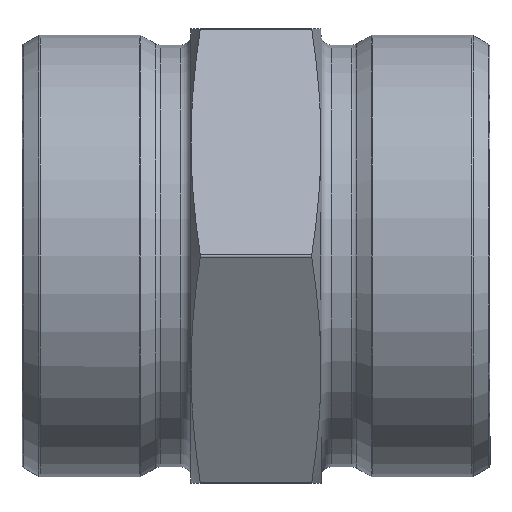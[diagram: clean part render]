
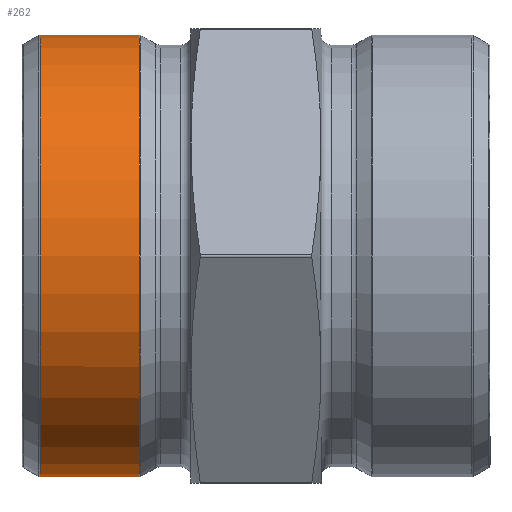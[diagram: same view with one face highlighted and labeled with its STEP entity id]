
A CAD part, front view. The second image highlights one B-rep face of the part: STEP entity #262.
In plain terms, the highlighted cylindrical face has radius 34 mm (diameter 68 mm), a full revolution.
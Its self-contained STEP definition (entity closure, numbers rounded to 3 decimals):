
#129=FACE_BOUND('',#357,.T.);
#130=FACE_BOUND('',#358,.T.);
#195=CIRCLE('',#853,34.);
#196=CIRCLE('',#854,34.);
#262=ADVANCED_FACE('',(#129,#130),#312,.T.);
#312=CYLINDRICAL_SURFACE('',#855,34.);
#357=EDGE_LOOP('',(#519));
#358=EDGE_LOOP('',(#520));
#519=ORIENTED_EDGE('',*,*,#759,.T.);
#520=ORIENTED_EDGE('',*,*,#760,.T.);
#679=VERTEX_POINT('',#1474);
#680=VERTEX_POINT('',#1476);
#759=EDGE_CURVE('',#679,#679,#195,.T.);
#760=EDGE_CURVE('',#680,#680,#196,.T.);
#853=AXIS2_PLACEMENT_3D('',#1473,#983,#984);
#854=AXIS2_PLACEMENT_3D('',#1475,#985,#986);
#855=AXIS2_PLACEMENT_3D('',#1477,#987,#988);
#983=DIRECTION('',(-1.,0.,0.));
#984=DIRECTION('',(0.,0.,1.));
#985=DIRECTION('',(1.,0.,0.));
#986=DIRECTION('',(0.,0.,1.));
#987=DIRECTION('',(-1.,0.,0.));
#988=DIRECTION('',(0.,0.,1.));
#1473=CARTESIAN_POINT('',(18.031,0.,0.));
#1474=CARTESIAN_POINT('',(18.031,0.,34.));
#1475=CARTESIAN_POINT('',(2.834,0.,0.));
#1476=CARTESIAN_POINT('',(2.834,0.,34.));
#1477=CARTESIAN_POINT('',(0.,0.,0.));
